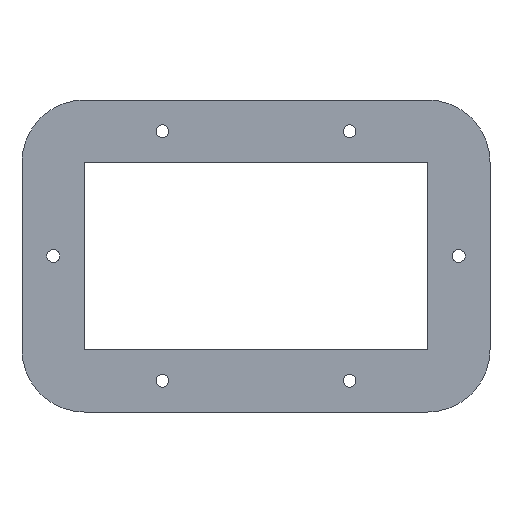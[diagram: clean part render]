
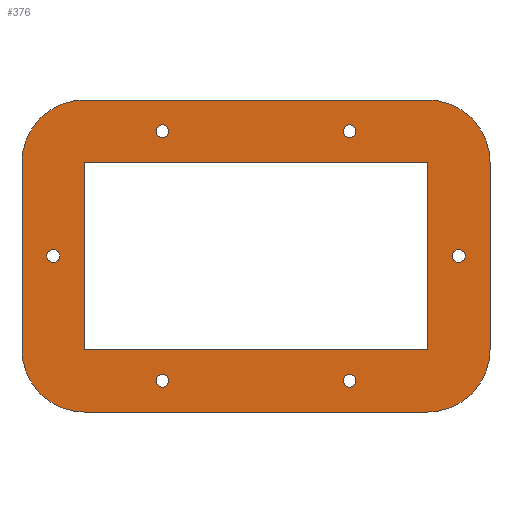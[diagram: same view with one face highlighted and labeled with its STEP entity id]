
A CAD part, front view. The second image highlights one B-rep face of the part: STEP entity #376.
In plain terms, the highlighted planar face has unit normal (0, -1, 0).
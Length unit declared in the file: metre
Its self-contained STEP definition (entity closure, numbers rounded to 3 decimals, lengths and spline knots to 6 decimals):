
#13=CIRCLE('',#404,0.02);
#15=CIRCLE('',#408,0.02);
#17=CIRCLE('',#412,0.02);
#19=CIRCLE('',#416,0.02);
#20=CIRCLE('',#418,0.00205);
#21=CIRCLE('',#419,0.00205);
#22=CIRCLE('',#420,0.00205);
#23=CIRCLE('',#421,0.00205);
#24=CIRCLE('',#422,0.00205);
#25=CIRCLE('',#423,0.00205);
#74=ORIENTED_EDGE('',*,*,#162,.T.);
#75=ORIENTED_EDGE('',*,*,#163,.F.);
#76=ORIENTED_EDGE('',*,*,#164,.T.);
#77=ORIENTED_EDGE('',*,*,#165,.F.);
#78=ORIENTED_EDGE('',*,*,#166,.T.);
#79=ORIENTED_EDGE('',*,*,#167,.F.);
#80=ORIENTED_EDGE('',*,*,#168,.F.);
#81=ORIENTED_EDGE('',*,*,#169,.F.);
#82=ORIENTED_EDGE('',*,*,#170,.F.);
#83=ORIENTED_EDGE('',*,*,#171,.F.);
#84=ORIENTED_EDGE('',*,*,#140,.F.);
#85=ORIENTED_EDGE('',*,*,#144,.T.);
#86=ORIENTED_EDGE('',*,*,#147,.F.);
#87=ORIENTED_EDGE('',*,*,#150,.T.);
#88=ORIENTED_EDGE('',*,*,#153,.T.);
#89=ORIENTED_EDGE('',*,*,#156,.T.);
#90=ORIENTED_EDGE('',*,*,#159,.T.);
#91=ORIENTED_EDGE('',*,*,#161,.T.);
#140=EDGE_CURVE('',#188,#189,#224,.T.);
#144=EDGE_CURVE('',#188,#191,#13,.T.);
#147=EDGE_CURVE('',#193,#191,#229,.T.);
#150=EDGE_CURVE('',#193,#195,#15,.T.);
#153=EDGE_CURVE('',#195,#197,#233,.T.);
#156=EDGE_CURVE('',#197,#199,#17,.T.);
#159=EDGE_CURVE('',#199,#201,#237,.T.);
#161=EDGE_CURVE('',#201,#189,#19,.T.);
#162=EDGE_CURVE('',#202,#202,#20,.T.);
#163=EDGE_CURVE('',#203,#203,#21,.T.);
#164=EDGE_CURVE('',#204,#204,#22,.T.);
#165=EDGE_CURVE('',#205,#205,#23,.T.);
#166=EDGE_CURVE('',#206,#206,#24,.T.);
#167=EDGE_CURVE('',#207,#207,#25,.T.);
#168=EDGE_CURVE('',#208,#209,#238,.T.);
#169=EDGE_CURVE('',#210,#208,#239,.T.);
#170=EDGE_CURVE('',#211,#210,#240,.T.);
#171=EDGE_CURVE('',#209,#211,#241,.T.);
#188=VERTEX_POINT('',#557);
#189=VERTEX_POINT('',#559);
#191=VERTEX_POINT('',#565);
#193=VERTEX_POINT('',#571);
#195=VERTEX_POINT('',#577);
#197=VERTEX_POINT('',#583);
#199=VERTEX_POINT('',#589);
#201=VERTEX_POINT('',#595);
#202=VERTEX_POINT('',#602);
#203=VERTEX_POINT('',#604);
#204=VERTEX_POINT('',#606);
#205=VERTEX_POINT('',#608);
#206=VERTEX_POINT('',#610);
#207=VERTEX_POINT('',#612);
#208=VERTEX_POINT('',#614);
#209=VERTEX_POINT('',#615);
#210=VERTEX_POINT('',#617);
#211=VERTEX_POINT('',#619);
#224=LINE('',#558,#252);
#229=LINE('',#572,#257);
#233=LINE('',#584,#261);
#237=LINE('',#596,#265);
#238=LINE('',#613,#266);
#239=LINE('',#616,#267);
#240=LINE('',#618,#268);
#241=LINE('',#620,#269);
#252=VECTOR('',#447,1.);
#257=VECTOR('',#460,1.);
#261=VECTOR('',#472,1.);
#265=VECTOR('',#484,1.);
#266=VECTOR('',#505,1.);
#267=VECTOR('',#506,1.);
#268=VECTOR('',#507,1.);
#269=VECTOR('',#508,1.);
#286=EDGE_LOOP('',(#74));
#287=EDGE_LOOP('',(#75));
#288=EDGE_LOOP('',(#76));
#289=EDGE_LOOP('',(#77));
#290=EDGE_LOOP('',(#78));
#291=EDGE_LOOP('',(#79));
#292=EDGE_LOOP('',(#80,#81,#82,#83));
#293=EDGE_LOOP('',(#84,#85,#86,#87,#88,#89,#90,#91));
#326=FACE_BOUND('',#286,.T.);
#327=FACE_BOUND('',#287,.T.);
#328=FACE_BOUND('',#288,.T.);
#329=FACE_BOUND('',#289,.T.);
#330=FACE_BOUND('',#290,.T.);
#331=FACE_BOUND('',#291,.T.);
#332=FACE_BOUND('',#292,.T.);
#333=FACE_BOUND('',#293,.T.);
#362=PLANE('',#417);
#376=ADVANCED_FACE('',(#326,#327,#328,#329,#330,#331,#332,#333),#362,.T.);
#404=AXIS2_PLACEMENT_3D('',#566,#454,#455);
#408=AXIS2_PLACEMENT_3D('',#578,#466,#467);
#412=AXIS2_PLACEMENT_3D('',#590,#478,#479);
#416=AXIS2_PLACEMENT_3D('',#599,#489,#490);
#417=AXIS2_PLACEMENT_3D('',#600,#491,#492);
#418=AXIS2_PLACEMENT_3D('',#601,#493,#494);
#419=AXIS2_PLACEMENT_3D('',#603,#495,#496);
#420=AXIS2_PLACEMENT_3D('',#605,#497,#498);
#421=AXIS2_PLACEMENT_3D('',#607,#499,#500);
#422=AXIS2_PLACEMENT_3D('',#609,#501,#502);
#423=AXIS2_PLACEMENT_3D('',#611,#503,#504);
#447=DIRECTION('',(0.,0.,-1.));
#454=DIRECTION('',(0.,-1.,0.));
#455=DIRECTION('',(0.,0.,-1.));
#460=DIRECTION('',(1.,0.,0.));
#466=DIRECTION('',(0.,-1.,0.));
#467=DIRECTION('',(0.,0.,-1.));
#472=DIRECTION('',(0.,0.,-1.));
#478=DIRECTION('',(0.,-1.,0.));
#479=DIRECTION('',(0.,0.,-1.));
#484=DIRECTION('',(1.,0.,0.));
#489=DIRECTION('',(0.,-1.,0.));
#490=DIRECTION('',(0.,0.,-1.));
#491=DIRECTION('',(0.,-1.,0.));
#492=DIRECTION('',(1.,0.,0.));
#493=DIRECTION('',(0.,1.,0.));
#494=DIRECTION('',(0.,0.,-1.));
#495=DIRECTION('',(0.,-1.,0.));
#496=DIRECTION('',(0.,0.,1.));
#497=DIRECTION('',(0.,1.,0.));
#498=DIRECTION('',(0.,0.,-1.));
#499=DIRECTION('',(0.,-1.,0.));
#500=DIRECTION('',(0.,0.,-1.));
#501=DIRECTION('',(0.,1.,0.));
#502=DIRECTION('',(0.,0.,1.));
#503=DIRECTION('',(0.,-1.,0.));
#504=DIRECTION('',(0.,0.,-1.));
#505=DIRECTION('',(-1.,0.,0.));
#506=DIRECTION('',(0.,0.,1.));
#507=DIRECTION('',(1.,0.,0.));
#508=DIRECTION('',(0.,0.,-1.));
#557=CARTESIAN_POINT('',(0.075,-0.004,0.03));
#558=CARTESIAN_POINT('',(0.075,-0.004,0.));
#559=CARTESIAN_POINT('',(0.075,-0.004,-0.03));
#565=CARTESIAN_POINT('',(0.055,-0.004,0.05));
#566=CARTESIAN_POINT('',(0.055,-0.004,0.03));
#571=CARTESIAN_POINT('',(-0.055,-0.004,0.05));
#572=CARTESIAN_POINT('',(0.,-0.004,0.05));
#577=CARTESIAN_POINT('',(-0.075,-0.004,0.03));
#578=CARTESIAN_POINT('',(-0.055,-0.004,0.03));
#583=CARTESIAN_POINT('',(-0.075,-0.004,-0.03));
#584=CARTESIAN_POINT('',(-0.075,-0.004,0.));
#589=CARTESIAN_POINT('',(-0.055,-0.004,-0.05));
#590=CARTESIAN_POINT('',(-0.055,-0.004,-0.03));
#595=CARTESIAN_POINT('',(0.055,-0.004,-0.05));
#596=CARTESIAN_POINT('',(0.,-0.004,-0.05));
#599=CARTESIAN_POINT('',(0.055,-0.004,-0.03));
#600=CARTESIAN_POINT('',(0.,-0.004,0.));
#601=CARTESIAN_POINT('',(0.065,-0.004,0.));
#602=CARTESIAN_POINT('',(0.065,-0.004,-0.00205));
#603=CARTESIAN_POINT('',(0.03,-0.004,-0.04));
#604=CARTESIAN_POINT('',(0.03,-0.004,-0.03795));
#605=CARTESIAN_POINT('',(0.03,-0.004,0.04));
#606=CARTESIAN_POINT('',(0.03,-0.004,0.03795));
#607=CARTESIAN_POINT('',(-0.065,-0.004,0.));
#608=CARTESIAN_POINT('',(-0.065,-0.004,-0.00205));
#609=CARTESIAN_POINT('',(-0.03,-0.004,-0.04));
#610=CARTESIAN_POINT('',(-0.03,-0.004,-0.03795));
#611=CARTESIAN_POINT('',(-0.03,-0.004,0.04));
#612=CARTESIAN_POINT('',(-0.03,-0.004,0.03795));
#613=CARTESIAN_POINT('',(0.,-0.004,0.03));
#614=CARTESIAN_POINT('',(0.055,-0.004,0.03));
#615=CARTESIAN_POINT('',(-0.055,-0.004,0.03));
#616=CARTESIAN_POINT('',(0.055,-0.004,0.));
#617=CARTESIAN_POINT('',(0.055,-0.004,-0.03));
#618=CARTESIAN_POINT('',(0.,-0.004,-0.03));
#619=CARTESIAN_POINT('',(-0.055,-0.004,-0.03));
#620=CARTESIAN_POINT('',(-0.055,-0.004,0.));
